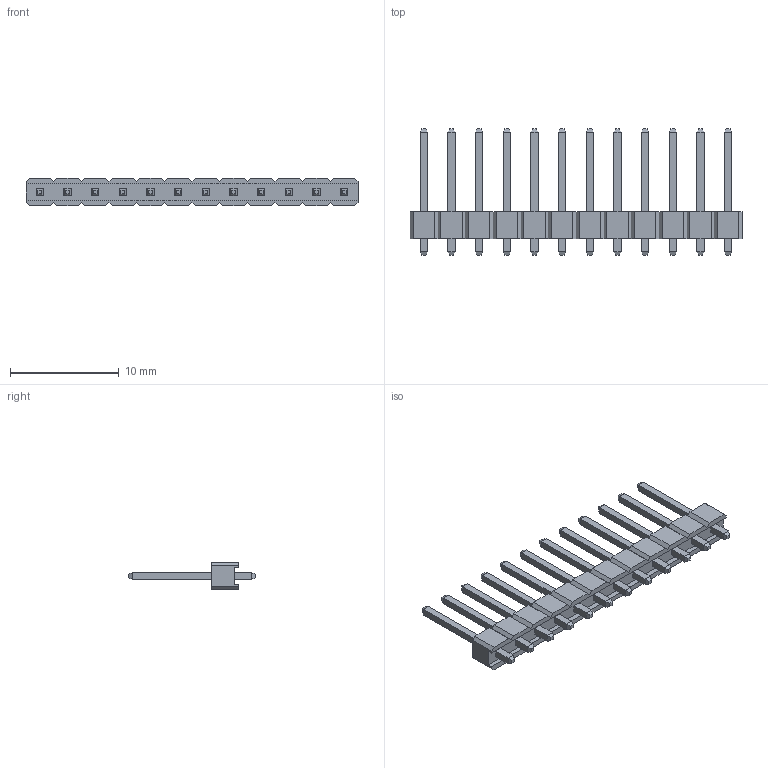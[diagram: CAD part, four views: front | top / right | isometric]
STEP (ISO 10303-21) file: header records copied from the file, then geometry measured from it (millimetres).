
FILE_DESCRIPTION (( 'STEP AP214' ), '1' );
FILE_NAME ('0_12_WA1208153152343.step', '2006-12-08T20:31:04', ( 'sysAdmin' ), ( 'SolidWorks' ), 'SwSTEP 2.0', 'SolidWorks 2007', '' );
FILE_SCHEMA (( 'AUTOMOTIVE_DESIGN' ));
Length unit declared in the file: millimetre
Products named in the file (1): 0_12_WA1208153152343
Bounding box: 30.48 x 11.6 x 2.54 mm (x, y, z)
Volume: 214.6 mm3; surface area: 640.4 mm2
Topology: 1 solids, 1 shells, 296 faces, 714 edges, 444 vertices
Faces by surface type: plane 296
Entity records: 9213 total; most frequent: CARTESIAN_POINT 1455, ORIENTED_EDGE 1428, DIRECTION 1308, VECTOR 714, LINE 714, EDGE_CURVE 714, VERTEX_POINT 444, EDGE_LOOP 320
